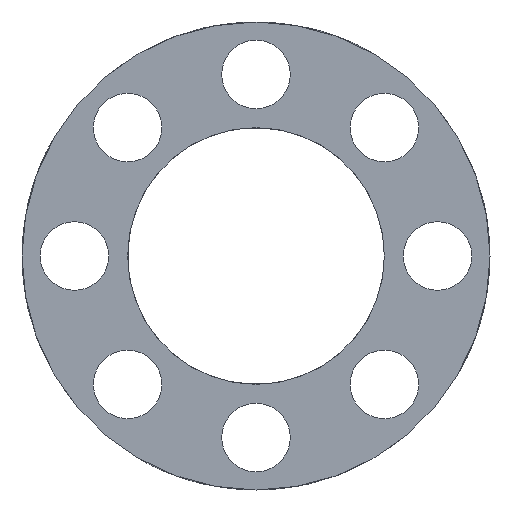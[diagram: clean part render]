
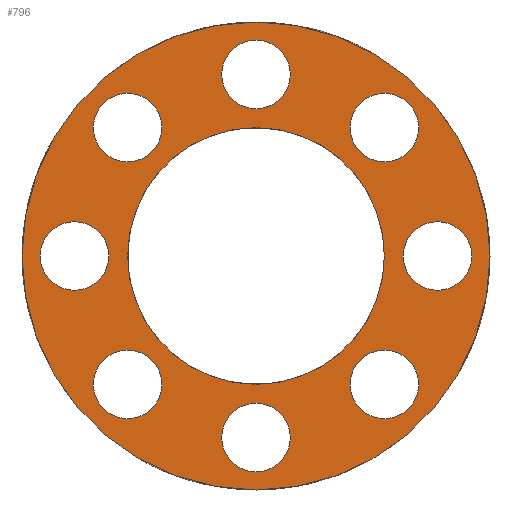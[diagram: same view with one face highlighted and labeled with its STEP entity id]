
A CAD part, front view. The second image highlights one B-rep face of the part: STEP entity #796.
In plain terms, the highlighted planar face has unit normal (0, -1, 0).
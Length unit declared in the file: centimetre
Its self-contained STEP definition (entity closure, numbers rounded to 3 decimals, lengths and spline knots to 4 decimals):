
#120=PLANE('',#848);
#177=CIRCLE('',#800,1.0414);
#188=CIRCLE('',#812,1.8987);
#198=CIRCLE('',#833,0.2781);
#199=CIRCLE('',#835,0.2781);
#200=CIRCLE('',#837,0.2781);
#201=CIRCLE('',#839,0.2781);
#202=CIRCLE('',#841,0.2781);
#203=CIRCLE('',#843,0.2781);
#204=CIRCLE('',#845,0.2781);
#205=CIRCLE('',#847,0.2781);
#218=VERTEX_POINT('',#1397);
#255=VERTEX_POINT('',#1598);
#272=VERTEX_POINT('',#1672);
#273=VERTEX_POINT('',#1675);
#274=VERTEX_POINT('',#1678);
#275=VERTEX_POINT('',#1681);
#276=VERTEX_POINT('',#1684);
#277=VERTEX_POINT('',#1687);
#278=VERTEX_POINT('',#1690);
#279=VERTEX_POINT('',#1693);
#308=EDGE_CURVE('',#218,#218,#177,.T.);
#345=EDGE_CURVE('',#255,#255,#188,.T.);
#382=EDGE_CURVE('',#272,#272,#198,.T.);
#383=EDGE_CURVE('',#273,#273,#199,.T.);
#384=EDGE_CURVE('',#274,#274,#200,.T.);
#385=EDGE_CURVE('',#275,#275,#201,.T.);
#386=EDGE_CURVE('',#276,#276,#202,.T.);
#387=EDGE_CURVE('',#277,#277,#203,.T.);
#388=EDGE_CURVE('',#278,#278,#204,.T.);
#389=EDGE_CURVE('',#279,#279,#205,.T.);
#568=ORIENTED_EDGE('',*,*,#382,.T.);
#569=ORIENTED_EDGE('',*,*,#383,.T.);
#570=ORIENTED_EDGE('',*,*,#384,.T.);
#571=ORIENTED_EDGE('',*,*,#385,.T.);
#572=ORIENTED_EDGE('',*,*,#386,.T.);
#573=ORIENTED_EDGE('',*,*,#387,.T.);
#574=ORIENTED_EDGE('',*,*,#388,.T.);
#575=ORIENTED_EDGE('',*,*,#389,.T.);
#576=ORIENTED_EDGE('',*,*,#308,.T.);
#577=ORIENTED_EDGE('',*,*,#345,.F.);
#658=EDGE_LOOP('',(#568));
#659=EDGE_LOOP('',(#569));
#660=EDGE_LOOP('',(#570));
#661=EDGE_LOOP('',(#571));
#662=EDGE_LOOP('',(#572));
#663=EDGE_LOOP('',(#573));
#664=EDGE_LOOP('',(#574));
#665=EDGE_LOOP('',(#575));
#666=EDGE_LOOP('',(#576));
#667=EDGE_LOOP('',(#577));
#748=FACE_BOUND('',#658,.T.);
#749=FACE_BOUND('',#659,.T.);
#750=FACE_BOUND('',#660,.T.);
#751=FACE_BOUND('',#661,.T.);
#752=FACE_BOUND('',#662,.T.);
#753=FACE_BOUND('',#663,.T.);
#754=FACE_BOUND('',#664,.T.);
#755=FACE_BOUND('',#665,.T.);
#756=FACE_BOUND('',#666,.T.);
#757=FACE_BOUND('',#667,.T.);
#796=ADVANCED_FACE('',(#748,#749,#750,#751,#752,#753,#754,#755,#756,#757),
#120,.F.);
#800=AXIS2_PLACEMENT_3D('',#1396,#855,#856);
#812=AXIS2_PLACEMENT_3D('',#1597,#895,#896);
#833=AXIS2_PLACEMENT_3D('',#1671,#942,#943);
#835=AXIS2_PLACEMENT_3D('',#1674,#946,#947);
#837=AXIS2_PLACEMENT_3D('',#1677,#950,#951);
#839=AXIS2_PLACEMENT_3D('',#1680,#954,#955);
#841=AXIS2_PLACEMENT_3D('',#1683,#958,#959);
#843=AXIS2_PLACEMENT_3D('',#1686,#962,#963);
#845=AXIS2_PLACEMENT_3D('',#1689,#966,#967);
#847=AXIS2_PLACEMENT_3D('',#1692,#970,#971);
#848=AXIS2_PLACEMENT_3D('',#1694,#972,$);
#855=DIRECTION('',(0.,1.,0.));
#856=DIRECTION('',(1.041,0.,0.));
#895=DIRECTION('',(0.,1.,0.));
#896=DIRECTION('',(1.899,0.,0.));
#942=DIRECTION('',(0.,1.,0.));
#943=DIRECTION('',(0.197,0.,0.197));
#946=DIRECTION('',(0.,1.,0.));
#947=DIRECTION('',(0.,0.,0.278));
#950=DIRECTION('',(0.,1.,0.));
#951=DIRECTION('',(-0.197,0.,0.197));
#954=DIRECTION('',(0.,1.,0.));
#955=DIRECTION('',(-0.278,0.,0.));
#958=DIRECTION('',(0.,1.,0.));
#959=DIRECTION('',(-0.197,0.,-0.197));
#962=DIRECTION('',(0.,1.,0.));
#963=DIRECTION('',(0.,0.,-0.278));
#966=DIRECTION('',(0.,1.,0.));
#967=DIRECTION('',(0.197,0.,-0.197));
#970=DIRECTION('',(0.,1.,0.));
#971=DIRECTION('',(0.278,0.,0.));
#972=DIRECTION('',(0.,1.,0.));
#1396=CARTESIAN_POINT('',(0.,0.,0.));
#1397=CARTESIAN_POINT('',(1.0414,0.,0.));
#1597=CARTESIAN_POINT('',(0.,0.,0.));
#1598=CARTESIAN_POINT('',(1.8987,0.,0.));
#1671=CARTESIAN_POINT('',(1.0417,0.,-1.0417));
#1672=CARTESIAN_POINT('',(0.845,0.,-1.2384));
#1674=CARTESIAN_POINT('',(1.4732,0.,0.));
#1675=CARTESIAN_POINT('',(1.4732,0.,-0.2781));
#1677=CARTESIAN_POINT('',(1.0417,0.,1.0417));
#1678=CARTESIAN_POINT('',(1.2384,0.,0.845));
#1680=CARTESIAN_POINT('',(0.,0.,1.4732));
#1681=CARTESIAN_POINT('',(0.2781,0.,1.4732));
#1683=CARTESIAN_POINT('',(-1.0417,0.,1.0417));
#1684=CARTESIAN_POINT('',(-0.845,0.,1.2384));
#1686=CARTESIAN_POINT('',(-1.4732,0.,0.));
#1687=CARTESIAN_POINT('',(-1.4732,0.,0.2781));
#1689=CARTESIAN_POINT('',(-1.0417,0.,-1.0417));
#1690=CARTESIAN_POINT('',(-1.2384,0.,-0.845));
#1692=CARTESIAN_POINT('',(0.,0.,-1.4732));
#1693=CARTESIAN_POINT('',(-0.2781,0.,-1.4732));
#1694=CARTESIAN_POINT('',(0.,0.,0.));
